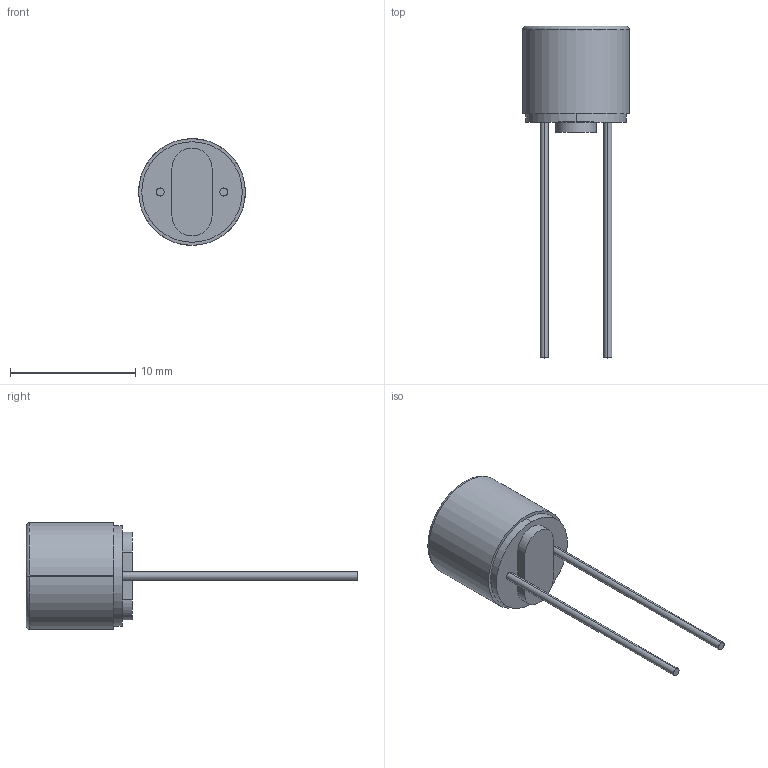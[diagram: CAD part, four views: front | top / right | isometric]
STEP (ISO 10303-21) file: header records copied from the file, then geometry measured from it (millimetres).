
FILE_DESCRIPTION((''),'1');
FILE_NAME('94','2001-05-15T',('jlue'),(''), 'PRO/ENGINEER BY PARAMETRIC TECHNOLOGY CORPORATION, 9846', 'PRO/ENGINEER BY PARAMETRIC TECHNOLOGY CORPORATION, 9846','');
FILE_SCHEMA(('CONFIG_CONTROL_DESIGN'));
Length unit declared in the file: millimetre
Products named in the file (1): 94
Bounding box: 8.5 x 26.45 x 8.5 mm (x, y, z)
Surface area: 472 mm2 (no closed solid volume)
Topology: 0 solids, 0 shells, 20 faces, 88 edges, 90 vertices
Faces by surface type: cylinder 10, plane 8, torus 2
Entity records: 512 total; most frequent: DIRECTION 108, COMPOSITE_CURVE_SEGMENT 80, CARTESIAN_POINT 64, AXIS2_PLACEMENT_3D 44, TRIMMED_CURVE 44, CIRCLE 24, VECTOR 20, LINE 20
